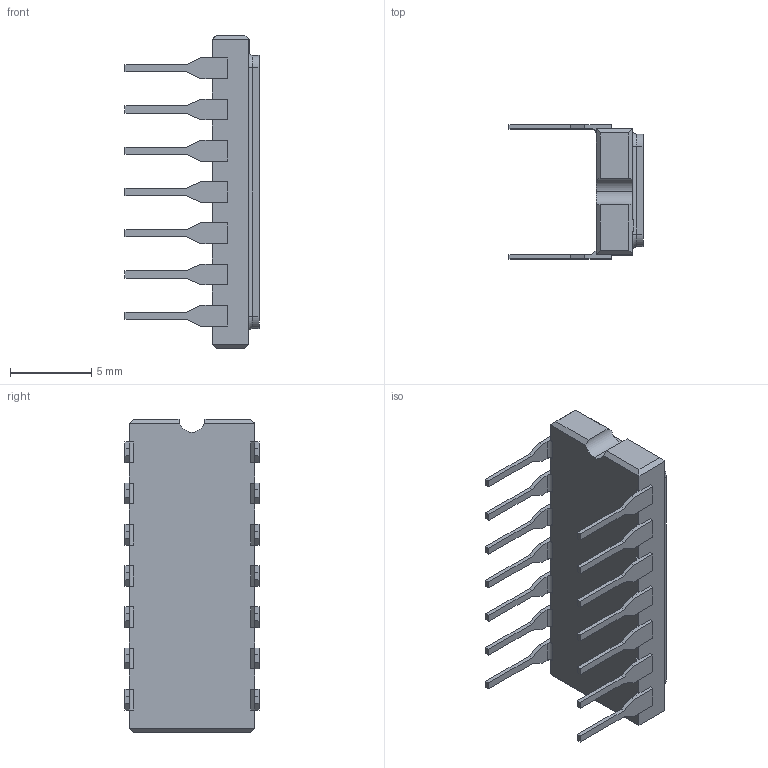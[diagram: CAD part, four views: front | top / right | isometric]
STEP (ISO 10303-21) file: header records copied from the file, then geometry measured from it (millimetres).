
FILE_DESCRIPTION (( 'STEP AP203' ), '1' );
FILE_NAME ('D100779G-STEP Rev B.STEP', '2021-11-11T14:00:33', ( '' ), ( '' ), 'SwSTEP 2.0', 'SolidWorks 2018', '' );
FILE_SCHEMA (( 'CONFIG_CONTROL_DESIGN' ));
Length unit declared in the file: inch
Products named in the file (1): D100779G-STEP Rev B
Bounding box: 8.26 x 8.26 x 19.3 mm (x, y, z)
Volume: 423.6 mm3; surface area: 586.1 mm2
Topology: 1 solids, 1 shells, 399 faces, 1098 edges, 727 vertices
Faces by surface type: plane 316, bspline 50, cylinder 29, torus 4
Entity records: 15651 total; most frequent: CARTESIAN_POINT 5703, ORIENTED_EDGE 2196, DIRECTION 1758, EDGE_CURVE 1098, LINE 930, VECTOR 930, VERTEX_POINT 727, EDGE_LOOP 425
